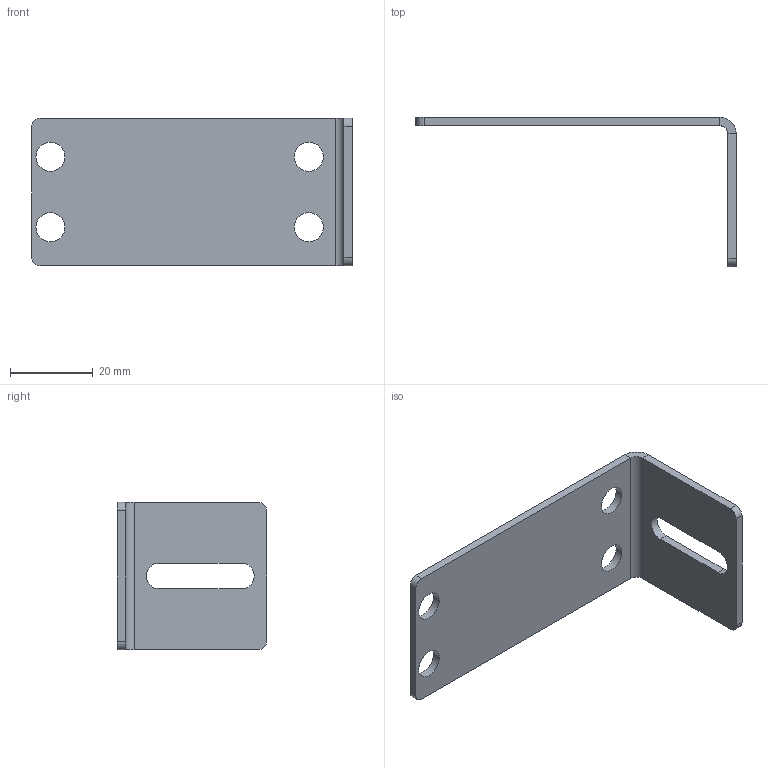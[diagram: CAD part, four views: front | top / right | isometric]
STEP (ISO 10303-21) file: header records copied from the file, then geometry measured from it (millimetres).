
FILE_DESCRIPTION (( 'STEP AP214' ), '1' );
FILE_NAME ('Ñáîðêà1.STEP', '2024-06-26T13:33:01', ( '' ), ( '' ), 'SwSTEP 2.0', 'SolidWorks 2022', '' );
FILE_SCHEMA (( 'AUTOMOTIVE_DESIGN' ));
Length unit declared in the file: millimetre
Products named in the file (2): A637 Крепление для кабель-канала B487 SNSS.00.073_1; Сборка1
Assembly tree (1 placements, depth 2):
  Сборка1
    A637 Крепление для кабель-канала B487 SNSS.00.073_1
Bounding box: 77.4 x 36 x 35.6 mm (x, y, z)
Volume: 7219.4 mm3; surface area: 8089.4 mm2
Topology: 1 solids, 1 shells, 31 faces, 79 edges, 50 vertices
Faces by surface type: cylinder 17, plane 14
Entity records: 1029 total; most frequent: DIRECTION 183, CARTESIAN_POINT 164, ORIENTED_EDGE 158, EDGE_CURVE 79, AXIS2_PLACEMENT_3D 69, VERTEX_POINT 50, VECTOR 45, LINE 45
